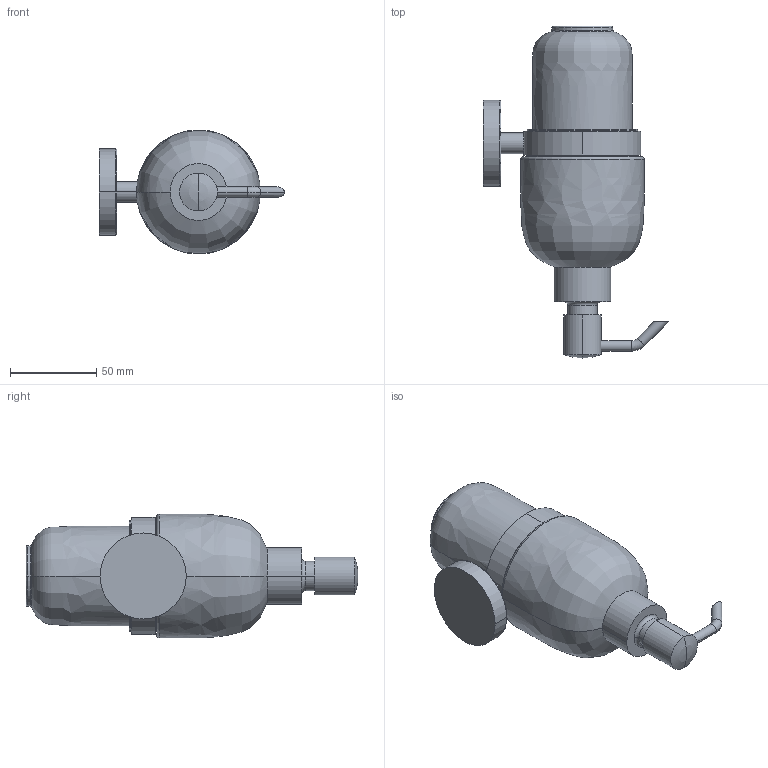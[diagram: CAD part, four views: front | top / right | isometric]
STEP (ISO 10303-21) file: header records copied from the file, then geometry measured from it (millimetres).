
FILE_DESCRIPTION((''),'2;1');
FILE_NAME('JCA0520CH_ASM','2020-12-09T15:04:57',('25393'),(''),'CREO PARAMETRIC BY PTC INC, 2018020','CREO PARAMETRIC BY PTC INC, 2018020','');
FILE_SCHEMA(('CONFIG_CONTROL_DESIGN'));
Length unit declared in the file: millimetre
Products named in the file (11): 7005002-012; 7005010-072; 7001003-042; 7005010-041_ASM; BC-01; 5002013; 7001020-193; 7001020-242; 7001020-102; 7001020-241_ASM; JCA0520CH_ASM
Assembly tree (10 placements, depth 3):
  JCA0520CH_ASM
    7005002-012
    7005010-041_ASM
      7005010-072
      7001003-042
    BC-01
    5002013
    7001020-193
    7001020-241_ASM
      7001020-242
      7001020-102
Bounding box: 107.51 x 192.9 x 72 mm (x, y, z)
Volume: 123938.6 mm3; surface area: 91472.3 mm2
Topology: 8 solids, 8 shells, 116 faces, 232 edges, 139 vertices
Faces by surface type: cylinder 50, torus 28, plane 26, revolution 4, bspline 4, cone 2, sphere 2
Entity records: 3539 total; most frequent: CARTESIAN_POINT 773, DIRECTION 648, ORIENTED_EDGE 460, AXIS2_PLACEMENT_3D 295, EDGE_CURVE 230, CIRCLE 162, VERTEX_POINT 139, EDGE_LOOP 133
